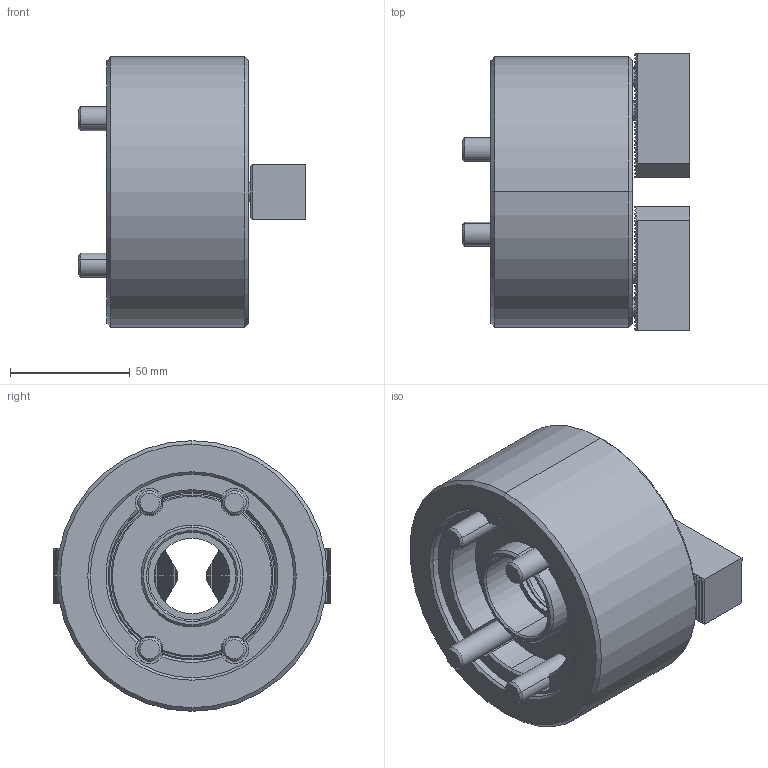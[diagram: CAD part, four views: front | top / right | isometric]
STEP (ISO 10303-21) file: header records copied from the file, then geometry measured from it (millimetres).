
FILE_DESCRIPTION (( 'STEP AP203' ), '1' );
FILE_NAME ('CF-2H-204.STEP', '2019-04-18T01:08:19', ( 'temp' ), ( '' ), 'SwSTEP 2.0', 'SolidWorks 2016', '' );
FILE_SCHEMA (( 'CONFIG_CONTROL_DESIGN' ));
Length unit declared in the file: millimetre
Products named in the file (8): CF-SJ-04; CF-2H-204; CF-2H-204-01000; CF-2H-204-02000; CF-2H-204-03000; 半圓頭六角孔螺栓_M4x8; 圓頭內六角螺栓_M8x20; 圓頭內六角螺栓_M10x60
Assembly tree (17 placements, depth 2):
  CF-2H-204
    CF-2H-204-01000
    CF-2H-204-02000
    CF-2H-204-03000
    半圓頭六角孔螺栓_M4x8  x4
    圓頭內六角螺栓_M8x20  x4
    圓頭內六角螺栓_M10x60  x4
    CF-SJ-04  x2
Bounding box: 95 x 115.99 x 113 mm (x, y, z)
Volume: 528501.3 mm3; surface area: 111582.2 mm2
Topology: 17 solids, 17 shells, 865 faces, 2278 edges, 1457 vertices
Faces by surface type: plane 508, cylinder 239, cone 103, torus 15
Entity records: 15144 total; most frequent: CARTESIAN_POINT 3256, ORIENTED_EDGE 2324, DIRECTION 2214, EDGE_CURVE 1162, AXIS2_PLACEMENT_3D 786, VERTEX_POINT 756, LINE 642, VECTOR 642
